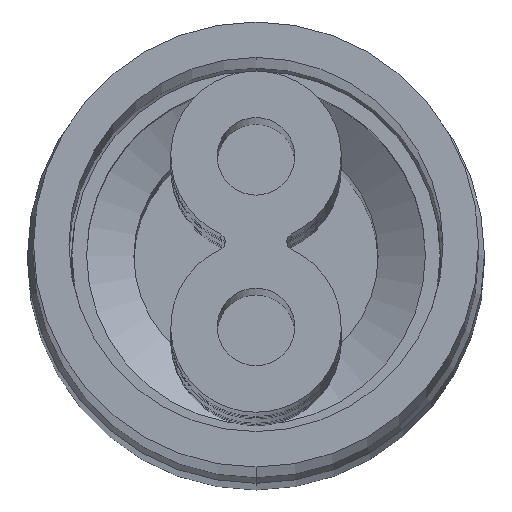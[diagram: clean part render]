
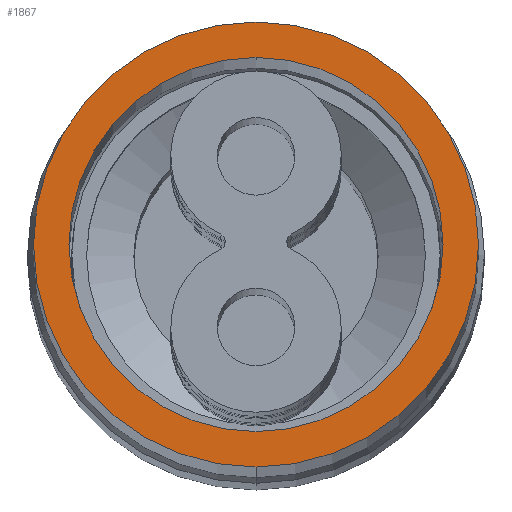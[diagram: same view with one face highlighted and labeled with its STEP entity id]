
A CAD part, top view. The second image highlights one B-rep face of the part: STEP entity #1867.
In plain terms, the highlighted planar face has unit normal (0, 0, 1).
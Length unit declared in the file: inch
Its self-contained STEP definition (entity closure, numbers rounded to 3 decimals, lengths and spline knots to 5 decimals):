
#1636=CARTESIAN_POINT('',(0.,0.,0.41278));
#1637=DIRECTION('',(0.,0.,1.));
#1638=DIRECTION('',(0.,1.,0.));
#1639=AXIS2_PLACEMENT_3D('',#1636,#1637,#1638);
#1641=CARTESIAN_POINT('',(0.,0.,0.41278));
#1642=DIRECTION('',(0.,0.,-1.));
#1643=DIRECTION('',(0.,1.,0.));
#1644=AXIS2_PLACEMENT_3D('',#1641,#1642,#1643);
#1740=CARTESIAN_POINT('',(0.,0.,0.41278));
#1741=DIRECTION('',(0.,0.,-1.));
#1742=DIRECTION('',(0.,1.,0.));
#1743=AXIS2_PLACEMENT_3D('',#1740,#1741,#1742);
#1749=CARTESIAN_POINT('',(0.,0.,0.41278));
#1750=DIRECTION('',(0.,0.,1.));
#1751=DIRECTION('',(0.,1.,0.));
#1752=AXIS2_PLACEMENT_3D('',#1749,#1750,#1751);
#1808=CARTESIAN_POINT('',(0.,0.095,0.41278));
#1810=VERTEX_POINT('',#1808);
#1828=CARTESIAN_POINT('',(0.,0.113,0.41278));
#1829=VERTEX_POINT('',#1828);
#1830=CARTESIAN_POINT('',(0.,-0.095,0.41278));
#1832=VERTEX_POINT('',#1830);
#1848=CARTESIAN_POINT('',(0.,-0.113,0.41278));
#1849=VERTEX_POINT('',#1848);
#1850=CARTESIAN_POINT('',(0.,0.,0.41278));
#1851=DIRECTION('',(0.,0.,1.));
#1852=DIRECTION('',(0.,1.,0.));
#1853=AXIS2_PLACEMENT_3D('',#1850,#1851,#1852);
#1854=PLANE('',#1853);
#1856=ORIENTED_EDGE('',*,*,#1855,.F.);
#1858=ORIENTED_EDGE('',*,*,#1857,.T.);
#1859=EDGE_LOOP('',(#1856,#1858));
#1860=FACE_OUTER_BOUND('',#1859,.F.);
#1862=ORIENTED_EDGE('',*,*,#1861,.F.);
#1864=ORIENTED_EDGE('',*,*,#1863,.T.);
#1865=EDGE_LOOP('',(#1862,#1864));
#1866=FACE_BOUND('',#1865,.F.);
#1867=ADVANCED_FACE('',(#1860,#1866),#1854,.T.);
#1640=CIRCLE('',#1639,0.113);
#1645=CIRCLE('',#1644,0.113);
#1744=CIRCLE('',#1743,0.095);
#1753=CIRCLE('',#1752,0.095);
#1855=EDGE_CURVE('',#1829,#1849,#1640,.T.);
#1857=EDGE_CURVE('',#1829,#1849,#1645,.T.);
#1861=EDGE_CURVE('',#1810,#1832,#1744,.T.);
#1863=EDGE_CURVE('',#1810,#1832,#1753,.T.);
